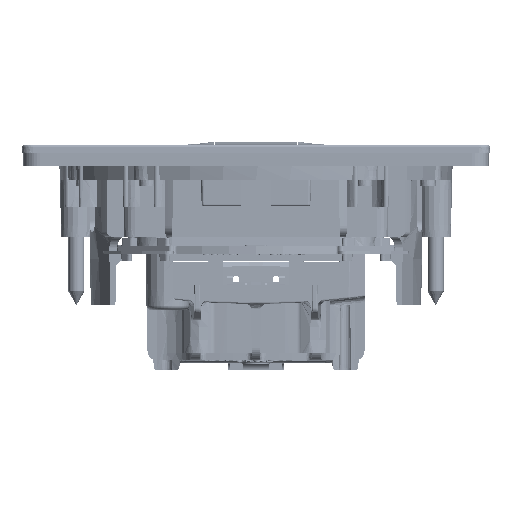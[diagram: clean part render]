
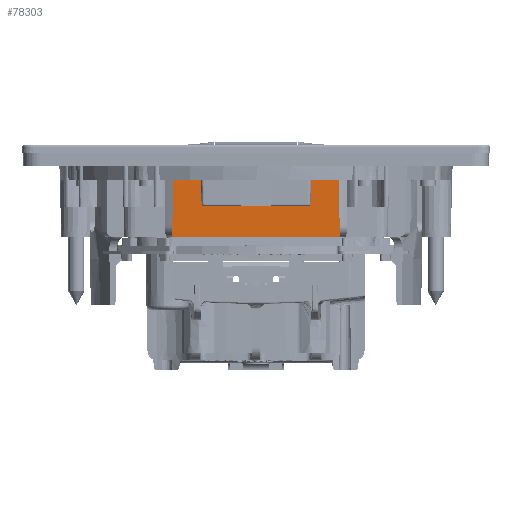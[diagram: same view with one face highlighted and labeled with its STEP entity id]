
A CAD part, front view. The second image highlights one B-rep face of the part: STEP entity #78303.
In plain terms, the highlighted planar face has unit normal (0, -1, -0.009).
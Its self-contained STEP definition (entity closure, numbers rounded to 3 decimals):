
#78178=AXIS2_PLACEMENT_3D('Plane Axis2P3D',#78175,#78176,#78177) ;
#72834=CARTESIAN_POINT('Line Origine',(0.,-24.25,-15.5)) ;
#72838=CARTESIAN_POINT('Vertex',(15.375,-24.25,-15.5)) ;
#72840=CARTESIAN_POINT('Vertex',(-15.375,-24.25,-15.5)) ;
#78175=CARTESIAN_POINT('Axis2P3D Location',(0.,-24.25,-15.5)) ;
#78181=CARTESIAN_POINT('Control Point',(15.262,-24.363,-2.5)) ;
#78182=CARTESIAN_POINT('Control Point',(15.375,-24.25,-15.5)) ;
#78183=CARTESIAN_POINT('Vertex',(15.262,-24.363,-2.5)) ;
#78186=CARTESIAN_POINT('Line Origine',(0.,-24.363,-2.5)) ;
#78190=CARTESIAN_POINT('Vertex',(8.327,-24.363,-2.5)) ;
#78194=CARTESIAN_POINT('Control Point',(8.205,-24.303,-9.455)) ;
#78195=CARTESIAN_POINT('Control Point',(8.327,-24.363,-2.5)) ;
#78196=CARTESIAN_POINT('Vertex',(8.205,-24.303,-9.455)) ;
#78200=CARTESIAN_POINT('Control Point',(7.905,-24.3,-9.75)) ;
#78201=CARTESIAN_POINT('Control Point',(8.021,-24.3,-9.75)) ;
#78202=CARTESIAN_POINT('Control Point',(8.14,-24.301,-9.689)) ;
#78203=CARTESIAN_POINT('Control Point',(8.203,-24.302,-9.571)) ;
#78204=CARTESIAN_POINT('Control Point',(8.205,-24.303,-9.455)) ;
#78205=CARTESIAN_POINT('Vertex',(7.905,-24.3,-9.75)) ;
#78208=CARTESIAN_POINT('Line Origine',(0.,-24.3,-9.75)) ;
#78212=CARTESIAN_POINT('Vertex',(7.295,-24.3,-9.75)) ;
#78216=CARTESIAN_POINT('Control Point',(7.295,-24.3,-9.75)) ;
#78217=CARTESIAN_POINT('Control Point',(7.179,-24.3,-9.75)) ;
#78218=CARTESIAN_POINT('Control Point',(7.06,-24.301,-9.689)) ;
#78219=CARTESIAN_POINT('Control Point',(6.997,-24.302,-9.571)) ;
#78220=CARTESIAN_POINT('Control Point',(6.995,-24.303,-9.455)) ;
#78221=CARTESIAN_POINT('Vertex',(6.995,-24.303,-9.455)) ;
#78225=CARTESIAN_POINT('Control Point',(6.995,-24.303,-9.455)) ;
#78226=CARTESIAN_POINT('Control Point',(6.873,-24.363,-2.5)) ;
#78227=CARTESIAN_POINT('Vertex',(6.873,-24.363,-2.5)) ;
#78230=CARTESIAN_POINT('Line Origine',(0.,-24.363,-2.5)) ;
#78234=CARTESIAN_POINT('Vertex',(-6.873,-24.363,-2.5)) ;
#78238=CARTESIAN_POINT('Control Point',(-6.995,-24.303,-9.455)) ;
#78239=CARTESIAN_POINT('Control Point',(-6.873,-24.363,-2.5)) ;
#78240=CARTESIAN_POINT('Vertex',(-6.995,-24.303,-9.455)) ;
#78244=CARTESIAN_POINT('Control Point',(-7.295,-24.3,-9.75)) ;
#78245=CARTESIAN_POINT('Control Point',(-7.179,-24.3,-9.75)) ;
#78246=CARTESIAN_POINT('Control Point',(-7.06,-24.301,-9.689)) ;
#78247=CARTESIAN_POINT('Control Point',(-6.997,-24.302,-9.571)) ;
#78248=CARTESIAN_POINT('Control Point',(-6.995,-24.303,-9.455)) ;
#78249=CARTESIAN_POINT('Vertex',(-7.295,-24.3,-9.75)) ;
#78252=CARTESIAN_POINT('Line Origine',(0.,-24.3,-9.75)) ;
#78256=CARTESIAN_POINT('Vertex',(-7.905,-24.3,-9.75)) ;
#78260=CARTESIAN_POINT('Control Point',(-7.905,-24.3,-9.75)) ;
#78261=CARTESIAN_POINT('Control Point',(-8.021,-24.3,-9.75)) ;
#78262=CARTESIAN_POINT('Control Point',(-8.14,-24.301,-9.689)) ;
#78263=CARTESIAN_POINT('Control Point',(-8.203,-24.302,-9.571)) ;
#78264=CARTESIAN_POINT('Control Point',(-8.205,-24.303,-9.455)) ;
#78265=CARTESIAN_POINT('Vertex',(-8.205,-24.303,-9.455)) ;
#78269=CARTESIAN_POINT('Control Point',(-8.205,-24.303,-9.455)) ;
#78270=CARTESIAN_POINT('Control Point',(-8.327,-24.363,-2.5)) ;
#78271=CARTESIAN_POINT('Vertex',(-8.327,-24.363,-2.5)) ;
#78274=CARTESIAN_POINT('Line Origine',(0.,-24.363,-2.5)) ;
#78278=CARTESIAN_POINT('Vertex',(-15.262,-24.363,-2.5)) ;
#78282=CARTESIAN_POINT('Control Point',(-15.262,-24.363,-2.5)) ;
#78283=CARTESIAN_POINT('Control Point',(-15.375,-24.25,-15.5)) ;
#72835=DIRECTION('Vector Direction',(1.,0.,0.)) ;
#78176=DIRECTION('Axis2P3D Direction',(0.,-1.,-0.009)) ;
#78177=DIRECTION('Axis2P3D XDirection',(1.,0.,0.)) ;
#78187=DIRECTION('Vector Direction',(1.,0.,0.)) ;
#78209=DIRECTION('Vector Direction',(1.,0.,0.)) ;
#78231=DIRECTION('Vector Direction',(1.,0.,0.)) ;
#78253=DIRECTION('Vector Direction',(1.,0.,0.)) ;
#78275=DIRECTION('Vector Direction',(1.,0.,0.)) ;
#72836=VECTOR('Line Direction',#72835,1.) ;
#78188=VECTOR('Line Direction',#78187,1.) ;
#78210=VECTOR('Line Direction',#78209,1.) ;
#78232=VECTOR('Line Direction',#78231,1.) ;
#78254=VECTOR('Line Direction',#78253,1.) ;
#78276=VECTOR('Line Direction',#78275,1.) ;
#78286=ORIENTED_EDGE('',*,*,#72842,.F.) ;
#78287=ORIENTED_EDGE('',*,*,#78185,.F.) ;
#78288=ORIENTED_EDGE('',*,*,#78192,.T.) ;
#78289=ORIENTED_EDGE('',*,*,#78198,.F.) ;
#78290=ORIENTED_EDGE('',*,*,#78207,.F.) ;
#78291=ORIENTED_EDGE('',*,*,#78214,.F.) ;
#78292=ORIENTED_EDGE('',*,*,#78223,.T.) ;
#78293=ORIENTED_EDGE('',*,*,#78229,.T.) ;
#78294=ORIENTED_EDGE('',*,*,#78236,.T.) ;
#78295=ORIENTED_EDGE('',*,*,#78242,.F.) ;
#78296=ORIENTED_EDGE('',*,*,#78251,.F.) ;
#78297=ORIENTED_EDGE('',*,*,#78258,.F.) ;
#78298=ORIENTED_EDGE('',*,*,#78267,.T.) ;
#78299=ORIENTED_EDGE('',*,*,#78273,.T.) ;
#78300=ORIENTED_EDGE('',*,*,#78280,.T.) ;
#78301=ORIENTED_EDGE('',*,*,#78284,.T.) ;
#78303=ADVANCED_FACE('T000365_A _AllCATPart.1\\ED01926_A.1\\Corps principal',(#78302),#78179,.T.) ;
#78180=B_SPLINE_CURVE_WITH_KNOTS('',1,(#78181,#78182),.UNSPECIFIED.,.F.,.U.,(2,2),(-6.5,6.5),.UNSPECIFIED.) ;
#78193=B_SPLINE_CURVE_WITH_KNOTS('',1,(#78194,#78195),.UNSPECIFIED.,.F.,.U.,(2,2),(-3.478,3.478),.UNSPECIFIED.) ;
#78199=B_SPLINE_CURVE_WITH_KNOTS('',4,(#78200,#78201,#78202,#78203,#78204),.UNSPECIFIED.,.F.,.U.,(5,5),(0.,0.658),.UNSPECIFIED.) ;
#78215=B_SPLINE_CURVE_WITH_KNOTS('',4,(#78216,#78217,#78218,#78219,#78220),.UNSPECIFIED.,.F.,.U.,(5,5),(0.,0.658),.UNSPECIFIED.) ;
#78224=B_SPLINE_CURVE_WITH_KNOTS('',1,(#78225,#78226),.UNSPECIFIED.,.F.,.U.,(2,2),(-3.478,3.478),.UNSPECIFIED.) ;
#78237=B_SPLINE_CURVE_WITH_KNOTS('',1,(#78238,#78239),.UNSPECIFIED.,.F.,.U.,(2,2),(-3.478,3.478),.UNSPECIFIED.) ;
#78243=B_SPLINE_CURVE_WITH_KNOTS('',4,(#78244,#78245,#78246,#78247,#78248),.UNSPECIFIED.,.F.,.U.,(5,5),(0.,0.658),.UNSPECIFIED.) ;
#78259=B_SPLINE_CURVE_WITH_KNOTS('',4,(#78260,#78261,#78262,#78263,#78264),.UNSPECIFIED.,.F.,.U.,(5,5),(0.,0.658),.UNSPECIFIED.) ;
#78268=B_SPLINE_CURVE_WITH_KNOTS('',1,(#78269,#78270),.UNSPECIFIED.,.F.,.U.,(2,2),(-3.478,3.478),.UNSPECIFIED.) ;
#78281=B_SPLINE_CURVE_WITH_KNOTS('',1,(#78282,#78283),.UNSPECIFIED.,.F.,.U.,(2,2),(-6.5,6.5),.UNSPECIFIED.) ;
#72842=EDGE_CURVE('',#72839,#72841,#72837,.F.) ;
#78185=EDGE_CURVE('',#78184,#72839,#78180,.T.) ;
#78192=EDGE_CURVE('',#78184,#78191,#78189,.F.) ;
#78198=EDGE_CURVE('',#78197,#78191,#78193,.T.) ;
#78207=EDGE_CURVE('',#78206,#78197,#78199,.T.) ;
#78214=EDGE_CURVE('',#78213,#78206,#78211,.T.) ;
#78223=EDGE_CURVE('',#78213,#78222,#78215,.T.) ;
#78229=EDGE_CURVE('',#78222,#78228,#78224,.T.) ;
#78236=EDGE_CURVE('',#78228,#78235,#78233,.F.) ;
#78242=EDGE_CURVE('',#78241,#78235,#78237,.T.) ;
#78251=EDGE_CURVE('',#78250,#78241,#78243,.T.) ;
#78258=EDGE_CURVE('',#78257,#78250,#78255,.T.) ;
#78267=EDGE_CURVE('',#78257,#78266,#78259,.T.) ;
#78273=EDGE_CURVE('',#78266,#78272,#78268,.T.) ;
#78280=EDGE_CURVE('',#78272,#78279,#78277,.F.) ;
#78284=EDGE_CURVE('',#78279,#72841,#78281,.T.) ;
#78285=EDGE_LOOP('',(#78286,#78287,#78288,#78289,#78290,#78291,#78292,#78293,#78294,#78295,#78296,#78297,#78298,#78299,#78300,#78301)) ;
#78302=FACE_OUTER_BOUND('',#78285,.T.) ;
#72837=LINE('Line',#72834,#72836) ;
#78189=LINE('Line',#78186,#78188) ;
#78211=LINE('Line',#78208,#78210) ;
#78233=LINE('Line',#78230,#78232) ;
#78255=LINE('Line',#78252,#78254) ;
#78277=LINE('Line',#78274,#78276) ;
#78179=PLANE('',#78178) ;
#72839=VERTEX_POINT('',#72838) ;
#72841=VERTEX_POINT('',#72840) ;
#78184=VERTEX_POINT('',#78183) ;
#78191=VERTEX_POINT('',#78190) ;
#78197=VERTEX_POINT('',#78196) ;
#78206=VERTEX_POINT('',#78205) ;
#78213=VERTEX_POINT('',#78212) ;
#78222=VERTEX_POINT('',#78221) ;
#78228=VERTEX_POINT('',#78227) ;
#78235=VERTEX_POINT('',#78234) ;
#78241=VERTEX_POINT('',#78240) ;
#78250=VERTEX_POINT('',#78249) ;
#78257=VERTEX_POINT('',#78256) ;
#78266=VERTEX_POINT('',#78265) ;
#78272=VERTEX_POINT('',#78271) ;
#78279=VERTEX_POINT('',#78278) ;
